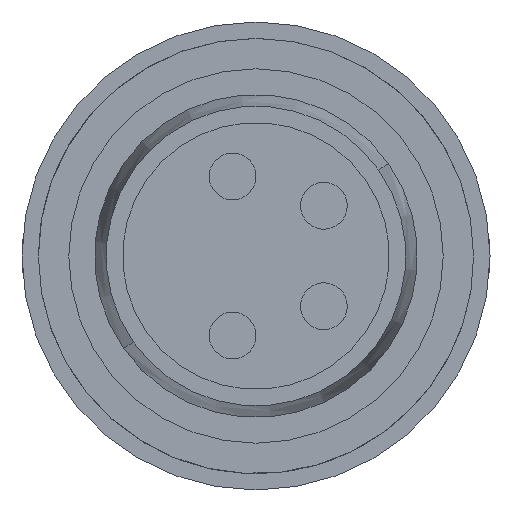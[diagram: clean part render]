
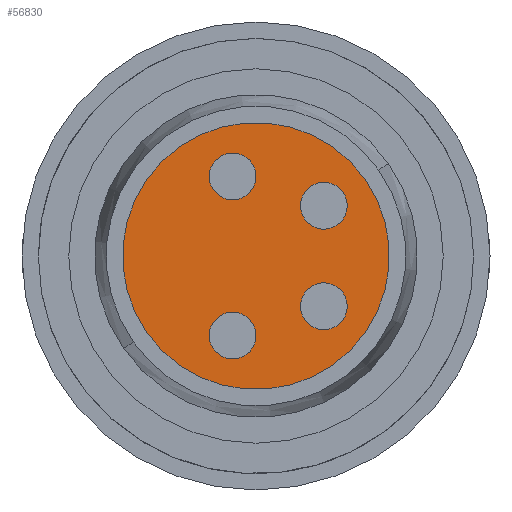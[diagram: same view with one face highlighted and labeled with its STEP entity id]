
A CAD part, left-side view. The second image highlights one B-rep face of the part: STEP entity #56830.
In plain terms, the highlighted face is planar.
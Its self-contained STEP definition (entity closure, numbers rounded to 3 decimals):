
#55830=CARTESIAN_POINT('',(1.635,2.335,-33.7));
#55840=VERTEX_POINT('',#55830);
#55920=CARTESIAN_POINT('',(-1.635,-2.335,-33.7));
#55930=VERTEX_POINT('',#55920);
#55960=CARTESIAN_POINT('',(0.,0.,
-33.7));
#55970=DIRECTION('',(0.,0.,1.));
#55980=DIRECTION('',(-0.574,-0.819,
0.));
#55990=AXIS2_PLACEMENT_3D('',#55960,#55970,#55980);
#56000=CIRCLE('',#55990,2.85);
#56010=EDGE_CURVE('',#55840,#55930,#56000,.T.);
#56130=CARTESIAN_POINT('',(0.825,1.178,-33.7));
#56140=DIRECTION('',(0.,0.,1.));
#56150=DIRECTION('',(-0.574,-0.819,
0.));
#56160=AXIS2_PLACEMENT_3D('',#56130,#56140,#56150);
#56170=PLANE('',#56160);
#56180=CARTESIAN_POINT('',(1.075,-1.45,-33.7));
#56190=DIRECTION('',(0.,0.,-1.));
#56200=DIRECTION('',(-0.819,0.574,
0.));
#56210=AXIS2_PLACEMENT_3D('',#56180,#56190,#56200);
#56220=CIRCLE('',#56210,0.5);
#56230=CARTESIAN_POINT('',(0.665,-1.163,-33.7));
#56240=VERTEX_POINT('',#56230);
#56250=CARTESIAN_POINT('',(1.485,-1.737,-33.7));
#56260=VERTEX_POINT('',#56250);
#56270=EDGE_CURVE('',#56240,#56260,#56220,.T.);
#56280=ORIENTED_EDGE('',*,*,#56270,.F.);
#56290=EDGE_CURVE('',#56260,#56240,#56220,.T.);
#56300=ORIENTED_EDGE('',*,*,#56290,.F.);
#56310=EDGE_LOOP('',(#56300,#56280));
#56320=FACE_BOUND('',#56310,.T.);
#56330=CARTESIAN_POINT('',(-1.7,0.5,-33.7));
#56340=DIRECTION('',(0.,0.,-1.));
#56350=DIRECTION('',(-0.819,0.574,
0.));
#56360=AXIS2_PLACEMENT_3D('',#56330,#56340,#56350);
#56370=CIRCLE('',#56360,0.5);
#56380=CARTESIAN_POINT('',(-2.11,0.787,-33.7));
#56390=VERTEX_POINT('',#56380);
#56400=CARTESIAN_POINT('',(-1.29,0.213,-33.7));
#56410=VERTEX_POINT('',#56400);
#56420=EDGE_CURVE('',#56390,#56410,#56370,.T.);
#56430=ORIENTED_EDGE('',*,*,#56420,.F.);
#56440=EDGE_CURVE('',#56410,#56390,#56370,.T.);
#56450=ORIENTED_EDGE('',*,*,#56440,.F.);
#56460=EDGE_LOOP('',(#56450,#56430));
#56470=FACE_BOUND('',#56460,.T.);
#56480=CARTESIAN_POINT('',(1.7,0.5,-33.7));
#56490=DIRECTION('',(0.,0.,-1.));
#56500=DIRECTION('',(-0.819,0.574,
0.));
#56510=AXIS2_PLACEMENT_3D('',#56480,#56490,#56500);
#56520=CIRCLE('',#56510,0.5);
#56530=CARTESIAN_POINT('',(1.29,0.787,-33.7));
#56540=VERTEX_POINT('',#56530);
#56550=CARTESIAN_POINT('',(2.11,0.213,-33.7));
#56560=VERTEX_POINT('',#56550);
#56570=EDGE_CURVE('',#56540,#56560,#56520,.T.);
#56580=ORIENTED_EDGE('',*,*,#56570,.F.);
#56590=EDGE_CURVE('',#56560,#56540,#56520,.T.);
#56600=ORIENTED_EDGE('',*,*,#56590,.F.);
#56610=EDGE_LOOP('',(#56600,#56580));
#56620=FACE_BOUND('',#56610,.T.);
#56630=CARTESIAN_POINT('',(-1.075,-1.45,-33.7));
#56640=DIRECTION('',(0.,0.,-1.));
#56650=DIRECTION('',(-0.819,0.574,
0.));
#56660=AXIS2_PLACEMENT_3D('',#56630,#56640,#56650);
#56670=CIRCLE('',#56660,0.5);
#56680=CARTESIAN_POINT('',(-1.485,-1.163,-33.7));
#56690=VERTEX_POINT('',#56680);
#56700=CARTESIAN_POINT('',(-0.665,-1.737,-33.7));
#56710=VERTEX_POINT('',#56700);
#56720=EDGE_CURVE('',#56690,#56710,#56670,.T.);
#56730=ORIENTED_EDGE('',*,*,#56720,.F.);
#56740=EDGE_CURVE('',#56710,#56690,#56670,.T.);
#56750=ORIENTED_EDGE('',*,*,#56740,.F.);
#56760=EDGE_LOOP('',(#56750,#56730));
#56770=FACE_BOUND('',#56760,.T.);
#56780=EDGE_CURVE('',#55930,#55840,#56000,.T.);
#56790=ORIENTED_EDGE('',*,*,#56780,.F.);
#56800=ORIENTED_EDGE('',*,*,#56010,.F.);
#56810=EDGE_LOOP('',(#56800,#56790));
#56820=FACE_OUTER_BOUND('',#56810,.T.);
#56830=ADVANCED_FACE('',(#56320,#56470,#56620,#56770,#56820),#56170,.F.)
;
